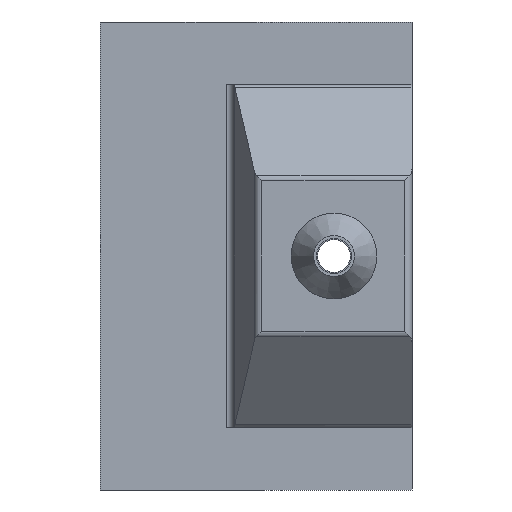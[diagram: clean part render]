
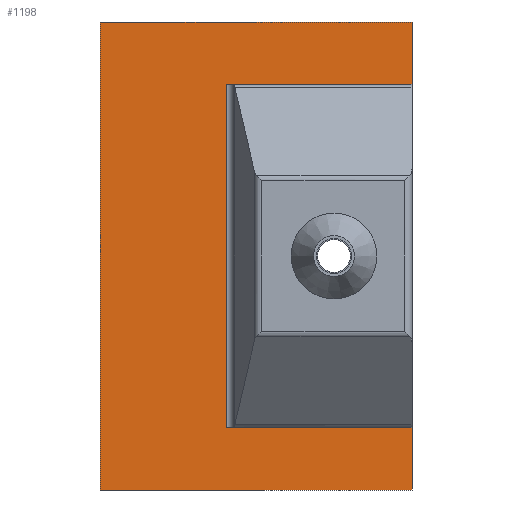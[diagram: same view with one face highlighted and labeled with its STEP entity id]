
A CAD part, front view. The second image highlights one B-rep face of the part: STEP entity #1198.
In plain terms, the highlighted planar face has unit normal (0, -1, 0).
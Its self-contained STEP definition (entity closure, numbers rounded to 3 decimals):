
#124=FACE_OUTER_BOUND('',#192,.T.);
#192=EDGE_LOOP('',(#1060,#1061,#1062,#1063,#1064,#1065,#1066,#1067));
#224=LINE('',#1693,#362);
#245=LINE('',#1775,#383);
#292=LINE('',#1882,#430);
#298=LINE('',#1891,#436);
#330=LINE('',#1968,#468);
#331=LINE('',#1970,#469);
#332=LINE('',#1972,#470);
#333=LINE('',#1973,#471);
#362=VECTOR('',#1357,10.);
#383=VECTOR('',#1432,10.);
#430=VECTOR('',#1529,10.);
#436=VECTOR('',#1539,10.);
#468=VECTOR('',#1615,10.);
#469=VECTOR('',#1618,10.);
#470=VECTOR('',#1619,10.);
#471=VECTOR('',#1620,10.);
#493=VERTEX_POINT('',#1686);
#496=VERTEX_POINT('',#1691);
#522=VERTEX_POINT('',#1773);
#556=VERTEX_POINT('',#1879);
#557=VERTEX_POINT('',#1881);
#558=VERTEX_POINT('',#1890);
#581=VERTEX_POINT('',#1966);
#582=VERTEX_POINT('',#1971);
#612=EDGE_CURVE('',#496,#493,#224,.T.);
#650=EDGE_CURVE('',#496,#522,#245,.T.);
#702=EDGE_CURVE('',#557,#556,#292,.T.);
#708=EDGE_CURVE('',#558,#557,#298,.T.);
#746=EDGE_CURVE('',#556,#581,#330,.T.);
#747=EDGE_CURVE('',#522,#558,#331,.T.);
#748=EDGE_CURVE('',#581,#582,#332,.T.);
#749=EDGE_CURVE('',#582,#493,#333,.T.);
#1060=ORIENTED_EDGE('',*,*,#650,.T.);
#1061=ORIENTED_EDGE('',*,*,#747,.T.);
#1062=ORIENTED_EDGE('',*,*,#708,.T.);
#1063=ORIENTED_EDGE('',*,*,#702,.T.);
#1064=ORIENTED_EDGE('',*,*,#746,.T.);
#1065=ORIENTED_EDGE('',*,*,#748,.T.);
#1066=ORIENTED_EDGE('',*,*,#749,.T.);
#1067=ORIENTED_EDGE('',*,*,#612,.F.);
#1136=PLANE('',#1303);
#1198=ADVANCED_FACE('',(#124),#1136,.F.);
#1303=AXIS2_PLACEMENT_3D('',#1969,#1616,#1617);
#1357=DIRECTION('',(0.,0.,-1.));
#1432=DIRECTION('',(1.,0.,0.));
#1529=DIRECTION('',(0.,0.,-1.));
#1539=DIRECTION('',(-1.,0.,0.));
#1615=DIRECTION('',(1.,0.,0.));
#1616=DIRECTION('center_axis',(0.,1.,0.));
#1617=DIRECTION('ref_axis',(1.,0.,0.));
#1618=DIRECTION('',(0.,0.,1.));
#1619=DIRECTION('',(0.,0.,1.));
#1620=DIRECTION('',(-1.,0.,0.));
#1686=CARTESIAN_POINT('',(-13.8,22.,-22.));
#1691=CARTESIAN_POINT('',(-13.8,22.,22.));
#1693=CARTESIAN_POINT('',(-13.8,22.,-11.));
#1773=CARTESIAN_POINT('',(10.,22.,22.));
#1775=CARTESIAN_POINT('',(-12.8,22.,22.));
#1879=CARTESIAN_POINT('',(-30.,22.,-30.));
#1881=CARTESIAN_POINT('',(-30.,22.,30.));
#1882=CARTESIAN_POINT('',(-30.,22.,30.));
#1890=CARTESIAN_POINT('',(10.,22.,30.));
#1891=CARTESIAN_POINT('',(10.,22.,30.));
#1966=CARTESIAN_POINT('',(10.,22.,-30.));
#1968=CARTESIAN_POINT('',(-30.,22.,-30.));
#1969=CARTESIAN_POINT('Origin',(-10.,22.,0.));
#1970=CARTESIAN_POINT('',(10.,22.,-30.));
#1971=CARTESIAN_POINT('',(10.,22.,-22.));
#1972=CARTESIAN_POINT('',(10.,22.,-30.));
#1973=CARTESIAN_POINT('',(10.,22.,-22.));
